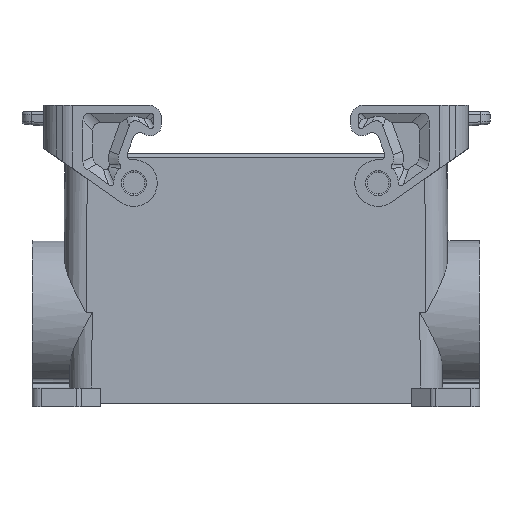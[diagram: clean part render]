
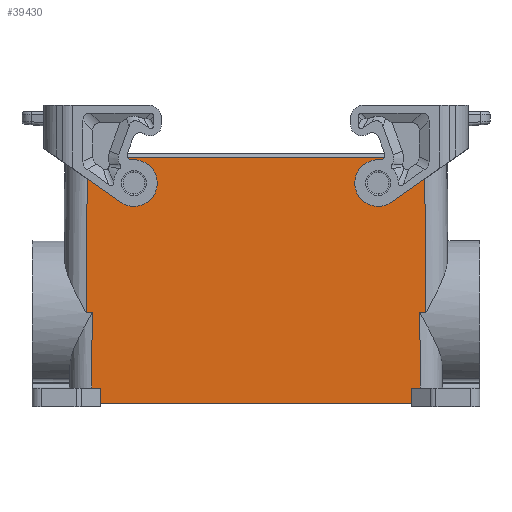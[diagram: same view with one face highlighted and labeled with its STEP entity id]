
A CAD part, front view. The second image highlights one B-rep face of the part: STEP entity #39430.
In plain terms, the highlighted face is planar.
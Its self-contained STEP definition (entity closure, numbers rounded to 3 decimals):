
#6460=CARTESIAN_POINT('',(-80.893,-26.195,
23.435));
#6470=VERTEX_POINT('',#6460);
#6500=CARTESIAN_POINT('',(-90.554,-26.195,
23.435));
#6510=DIRECTION('',(-1.,0.,0.));
#6520=VECTOR('',#6510,1.);
#6530=LINE('',#6500,#6520);
#6540=CARTESIAN_POINT('',(-78.912,-26.195,
23.435));
#6550=VERTEX_POINT('',#6540);
#6560=EDGE_CURVE('',#6550,#6470,#6530,.T.);
#11030=CARTESIAN_POINT('',(26.419,-26.195,
23.435));
#11040=VERTEX_POINT('',#11030);
#11070=CARTESIAN_POINT('',(24.821,-26.195,
23.435));
#11080=DIRECTION('',(1.,0.,0.));
#11090=VECTOR('',#11080,1.);
#11100=LINE('',#11070,#11090);
#11110=CARTESIAN_POINT('',(28.4,-26.195,
23.435));
#11120=VERTEX_POINT('',#11110);
#11130=EDGE_CURVE('',#11040,#11120,#11100,.T.);
#34790=CARTESIAN_POINT('',(-80.466,23.6,23.));
#34800=VERTEX_POINT('',#34790);
#35460=CARTESIAN_POINT('',(27.973,23.6,23.))
;
#35470=VERTEX_POINT('',#35460);
#35500=CARTESIAN_POINT('',(0.,23.6,23.));
#35510=DIRECTION('',(1.,0.,0.));
#35520=VECTOR('',#35510,1.);
#35530=LINE('',#35500,#35520);
#35540=EDGE_CURVE('',#34800,#35470,#35530,.T.);
#36050=CARTESIAN_POINT('',(0.,-50.4,23.646));
#36060=DIRECTION('',(1.,0.,0.));
#36070=VECTOR('',#36060,1.);
#36080=LINE('',#36050,#36070);
#36090=CARTESIAN_POINT('',(23.753,-50.4,23.646));
#36100=VERTEX_POINT('',#36090);
#36110=CARTESIAN_POINT('',(26.624,-50.4,23.646))
;
#36120=VERTEX_POINT('',#36110);
#36130=EDGE_CURVE('',#36100,#36120,#36080,.T.);
#37460=CARTESIAN_POINT('',(-61.997,15.5,
23.071));
#37470=VERTEX_POINT('',#37460);
#37650=CARTESIAN_POINT('',(-68.997,15.5,
23.071));
#37660=VERTEX_POINT('',#37650);
#37690=CARTESIAN_POINT('',(-65.497,15.5,
23.071));
#37700=DIRECTION('',(0.,0.009,
1.));
#37710=DIRECTION('',(0.,1.,
-0.009));
#37720=AXIS2_PLACEMENT_3D('',#37690,#37700,#37710);
#37730=ELLIPSE('',#37720,3.5,3.5);
#37740=EDGE_CURVE('',#37470,#37660,#37730,.T.);
#38300=CARTESIAN_POINT('',(23.125,0.,23.206));
#38310=DIRECTION('',(-0.012,1.,
-0.009));
#38320=VECTOR('',#38310,1.);
#38330=LINE('',#38300,#38320);
#38340=CARTESIAN_POINT('',(23.816,-55.4,23.689)
);
#38350=VERTEX_POINT('',#38340);
#38360=EDGE_CURVE('',#38350,#36100,#38330,.T.);
#38630=CARTESIAN_POINT('',(-74.247,1.601,
23.192));
#38640=DIRECTION('',(0.,0.009,
1.));
#38650=DIRECTION('',(1.,0.,0.));
#38660=AXIS2_PLACEMENT_3D('',#38630,#38640,#38650);
#38670=PLANE('',#38660);
#38680=EDGE_CURVE('',#37660,#37470,#37730,.T.);
#38690=ORIENTED_EDGE('',*,*,#38680,.F.);
#38700=ORIENTED_EDGE('',*,*,#37740,.F.);
#38710=EDGE_LOOP('',(#38700,#38690));
#38720=FACE_BOUND('',#38710,.T.);
#38730=CARTESIAN_POINT('',(13.003,15.5,
23.071));
#38740=DIRECTION('',(0.,0.009,
1.));
#38750=DIRECTION('',(0.,1.,
-0.009));
#38760=AXIS2_PLACEMENT_3D('',#38730,#38740,#38750);
#38770=ELLIPSE('',#38760,3.5,3.5);
#38780=CARTESIAN_POINT('',(9.503,15.5,
23.071));
#38790=VERTEX_POINT('',#38780);
#38800=CARTESIAN_POINT('',(16.503,15.5,
23.071));
#38810=VERTEX_POINT('',#38800);
#38820=EDGE_CURVE('',#38790,#38810,#38770,.T.);
#38830=ORIENTED_EDGE('',*,*,#38820,.F.);
#38840=EDGE_CURVE('',#38810,#38790,#38770,.T.);
#38850=ORIENTED_EDGE('',*,*,#38840,.F.);
#38860=EDGE_LOOP('',(#38850,#38830));
#38870=FACE_BOUND('',#38860,.T.);
#38880=CARTESIAN_POINT('',(-78.688,0.061,
23.205));
#38890=DIRECTION('',(-0.009,-1.,
0.009));
#38900=VECTOR('',#38890,1.);
#38910=LINE('',#38880,#38900);
#38920=CARTESIAN_POINT('',(-79.117,-50.4,23.646
));
#38930=VERTEX_POINT('',#38920);
#38940=EDGE_CURVE('',#6550,#38930,#38910,.T.);
#38950=ORIENTED_EDGE('',*,*,#38940,.T.);
#38960=ORIENTED_EDGE('',*,*,#6560,.F.);
#38970=CARTESIAN_POINT('',(-80.668,0.061,
23.205));
#38980=DIRECTION('',(0.009,1.,
-0.009));
#38990=VECTOR('',#38980,1.);
#39000=LINE('',#38970,#38990);
#39010=EDGE_CURVE('',#6470,#34800,#39000,.T.);
#39020=ORIENTED_EDGE('',*,*,#39010,.F.);
#39030=ORIENTED_EDGE('',*,*,#35540,.F.);
#39040=CARTESIAN_POINT('',(28.175,0.061,
23.205));
#39050=DIRECTION('',(-0.009,1.,
-0.009));
#39060=VECTOR('',#39050,1.);
#39070=LINE('',#39040,#39060);
#39080=EDGE_CURVE('',#11120,#35470,#39070,.T.);
#39090=ORIENTED_EDGE('',*,*,#39080,.T.);
#39100=ORIENTED_EDGE('',*,*,#11130,.T.);
#39110=CARTESIAN_POINT('',(26.195,0.061,
23.205));
#39120=DIRECTION('',(-0.009,1.,
-0.009));
#39130=VECTOR('',#39120,1.);
#39140=LINE('',#39110,#39130);
#39150=EDGE_CURVE('',#36120,#11040,#39140,.T.);
#39160=ORIENTED_EDGE('',*,*,#39150,.T.);
#39170=ORIENTED_EDGE('',*,*,#36130,.T.);
#39180=ORIENTED_EDGE('',*,*,#38360,.T.);
#39190=CARTESIAN_POINT('',(0.,-55.4,23.689));
#39200=DIRECTION('',(-1.,0.,0.));
#39210=VECTOR('',#39200,1.);
#39220=LINE('',#39190,#39210);
#39230=CARTESIAN_POINT('',(-76.309,-55.4,23.689
));
#39240=VERTEX_POINT('',#39230);
#39250=EDGE_CURVE('',#38350,#39240,#39220,.T.);
#39260=ORIENTED_EDGE('',*,*,#39250,.F.);
#39270=CARTESIAN_POINT('',(-75.618,0.,23.206));
#39280=DIRECTION('',(-0.012,-1.,
0.009));
#39290=VECTOR('',#39280,1.);
#39300=LINE('',#39270,#39290);
#39310=CARTESIAN_POINT('',(-76.247,-50.4,23.646)
);
#39320=VERTEX_POINT('',#39310);
#39330=EDGE_CURVE('',#39320,#39240,#39300,.T.);
#39340=ORIENTED_EDGE('',*,*,#39330,.T.);
#39350=CARTESIAN_POINT('',(0.,-50.4,23.646));
#39360=DIRECTION('',(1.,0.,0.));
#39370=VECTOR('',#39360,1.);
#39380=LINE('',#39350,#39370);
#39390=EDGE_CURVE('',#38930,#39320,#39380,.T.);
#39400=ORIENTED_EDGE('',*,*,#39390,.T.);
#39410=EDGE_LOOP('',(#39400,#39340,#39260,#39180,#39170,#39160,#39100,
#39090,#39030,#39020,#38960,#38950));
#39420=FACE_OUTER_BOUND('',#39410,.T.);
#39430=ADVANCED_FACE('',(#38720,#38870,#39420),#38670,.T.);
